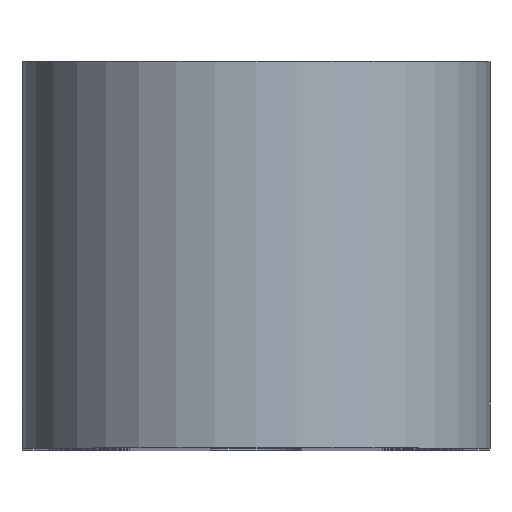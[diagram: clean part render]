
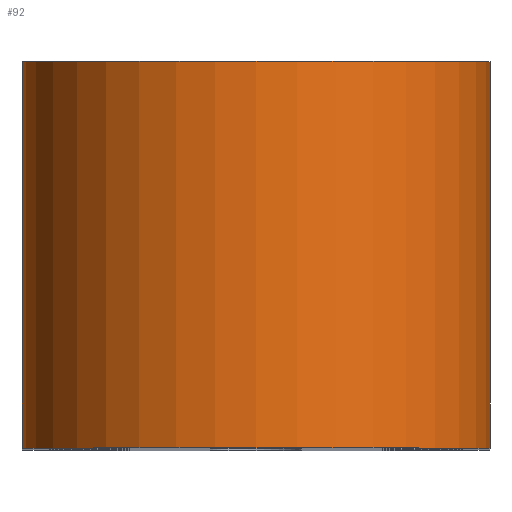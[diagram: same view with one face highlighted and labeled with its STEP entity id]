
A CAD part, top view. The second image highlights one B-rep face of the part: STEP entity #92.
In plain terms, the highlighted cylindrical face has radius 15.5 mm (diameter 31 mm), a partial arc.
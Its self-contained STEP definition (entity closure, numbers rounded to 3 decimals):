
#49=CYLINDRICAL_SURFACE('',#789,15.5);
#74=FACE_OUTER_BOUND('',#226,.T.);
#92=ADVANCED_FACE('',(#74),#49,.T.);
#226=EDGE_LOOP('',(#434,#435,#436,#437,#438,#439));
#312=LINE('',#1174,#352);
#313=LINE('',#1176,#353);
#314=LINE('',#1178,#354);
#315=LINE('',#1180,#355);
#352=VECTOR('',#944,1.);
#353=VECTOR('',#945,1.);
#354=VECTOR('',#948,1.);
#355=VECTOR('',#949,1.);
#434=ORIENTED_EDGE('',*,*,#642,.T.);
#435=ORIENTED_EDGE('',*,*,#670,.T.);
#436=ORIENTED_EDGE('',*,*,#671,.T.);
#437=ORIENTED_EDGE('',*,*,#614,.F.);
#438=ORIENTED_EDGE('',*,*,#669,.F.);
#439=ORIENTED_EDGE('',*,*,#668,.F.);
#548=VERTEX_POINT('',#1071);
#549=VERTEX_POINT('',#1073);
#570=VERTEX_POINT('',#1123);
#571=VERTEX_POINT('',#1125);
#590=VERTEX_POINT('',#1175);
#591=VERTEX_POINT('',#1179);
#614=EDGE_CURVE('',#548,#549,#703,.T.);
#642=EDGE_CURVE('',#571,#570,#719,.T.);
#668=EDGE_CURVE('',#571,#590,#312,.T.);
#669=EDGE_CURVE('',#590,#548,#313,.T.);
#670=EDGE_CURVE('',#570,#591,#314,.T.);
#671=EDGE_CURVE('',#591,#549,#315,.T.);
#703=CIRCLE('',#752,15.5);
#719=CIRCLE('',#770,15.5);
#752=AXIS2_PLACEMENT_3D('',#1072,#847,#848);
#770=AXIS2_PLACEMENT_3D('',#1124,#895,#896);
#789=AXIS2_PLACEMENT_3D('',#1181,#950,#951);
#847=DIRECTION('',(0.,1.,0.));
#848=DIRECTION('',(-1.,0.,0.));
#895=DIRECTION('',(0.,1.,0.));
#896=DIRECTION('',(-1.,0.,0.));
#944=DIRECTION('',(0.,1.,0.));
#945=DIRECTION('',(0.,1.,0.));
#948=DIRECTION('',(0.,1.,0.));
#949=DIRECTION('',(0.,1.,0.));
#950=DIRECTION('',(0.,1.,0.));
#951=DIRECTION('',(-1.,0.,0.));
#1071=CARTESIAN_POINT('',(54.786,362.439,30.999));
#1072=CARTESIAN_POINT('',(70.286,362.439,30.999));
#1073=CARTESIAN_POINT('',(85.786,362.439,30.999));
#1123=CARTESIAN_POINT('',(85.786,336.839,30.999));
#1124=CARTESIAN_POINT('',(70.286,336.839,30.999));
#1125=CARTESIAN_POINT('',(54.786,336.839,30.999));
#1174=CARTESIAN_POINT('',(54.786,335.839,30.999));
#1175=CARTESIAN_POINT('',(54.786,340.839,30.999));
#1176=CARTESIAN_POINT('',(54.786,335.839,30.999));
#1178=CARTESIAN_POINT('',(85.786,335.839,30.999));
#1179=CARTESIAN_POINT('',(85.786,340.839,30.999));
#1180=CARTESIAN_POINT('',(85.786,335.839,30.999));
#1181=CARTESIAN_POINT('',(70.286,335.839,30.999));
